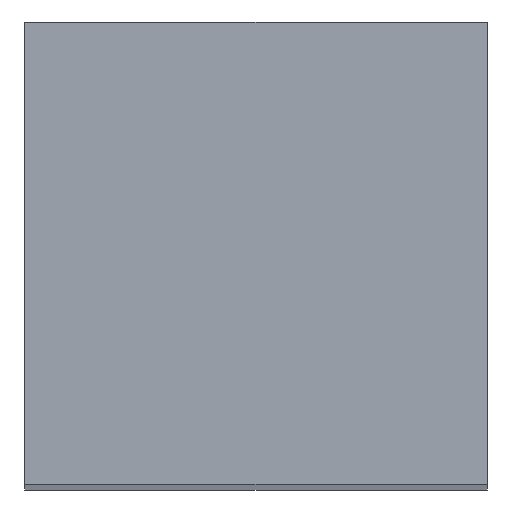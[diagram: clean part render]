
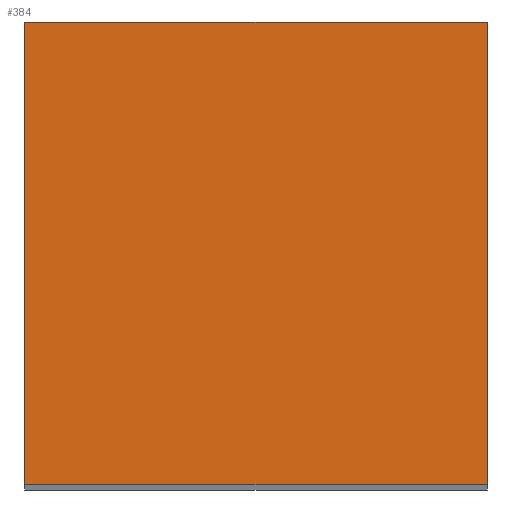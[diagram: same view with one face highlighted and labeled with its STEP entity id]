
A CAD part, top view. The second image highlights one B-rep face of the part: STEP entity #384.
In plain terms, the highlighted face is planar.
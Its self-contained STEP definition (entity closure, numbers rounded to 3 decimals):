
#307=CARTESIAN_POINT('',(0.,10.,3.));
#308=VERTEX_POINT('',#307);
#314=CARTESIAN_POINT('',(0.,0.,3.));
#315=DIRECTION('',(0.,1.,0.));
#316=VECTOR('',#315,10.);
#317=LINE('',#314,#316);
#318=CARTESIAN_POINT('',(0.,0.,3.));
#319=VERTEX_POINT('',#318);
#320=EDGE_CURVE('',#319,#308,#317,.T.);
#350=CARTESIAN_POINT('',(0.,4.6,-2.4));
#351=DIRECTION('',(-1.,0.,0.));
#352=DIRECTION('',(0.,0.,1.));
#353=AXIS2_PLACEMENT_3D('',#350,#351,#352);
#354=PLANE('',#353);
#355=ORIENTED_EDGE('Edge 317',*,*,#320,.F.);
#357=CARTESIAN_POINT('',(0.,10.,-7.));
#358=DIRECTION('',(0.,0.,1.));
#359=VECTOR('',#358,10.);
#360=LINE('',#357,#359);
#361=CARTESIAN_POINT('',(0.,10.,-7.));
#362=VERTEX_POINT('',#361);
#363=EDGE_CURVE('',#362,#308,#360,.T.);
#364=ORIENTED_EDGE('Edge 322',*,*,#363,.T.);
#366=CARTESIAN_POINT('',(0.,0.,-7.));
#367=DIRECTION('',(0.,1.,0.));
#368=VECTOR('',#367,10.);
#369=LINE('',#366,#368);
#370=CARTESIAN_POINT('',(0.,0.,-7.));
#371=VERTEX_POINT('',#370);
#372=EDGE_CURVE('',#371,#362,#369,.T.);
#373=ORIENTED_EDGE('Edge 327',*,*,#372,.T.);
#375=CARTESIAN_POINT('',(0.,0.,-7.));
#376=DIRECTION('',(0.,0.,1.));
#377=VECTOR('',#376,10.);
#378=LINE('',#375,#377);
#379=EDGE_CURVE('',#371,#319,#378,.T.);
#380=ORIENTED_EDGE('Edge 332',*,*,#379,.F.);
#382=EDGE_LOOP('',(#380,#373,#364,#355));
#383=FACE_OUTER_BOUND('Loop 333',#382,.T.);
#384=ADVANCED_FACE('Face 334',(#383),#354,.F.);
